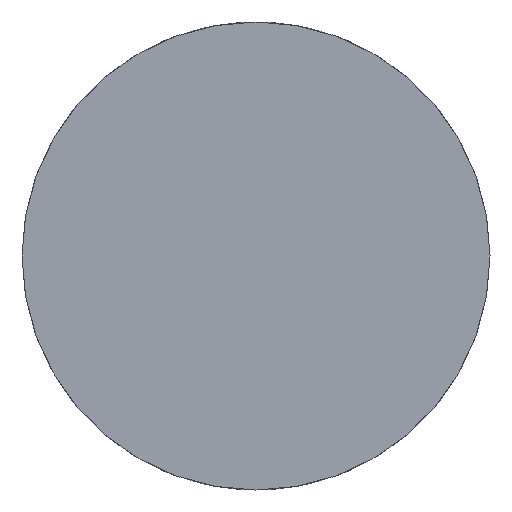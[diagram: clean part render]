
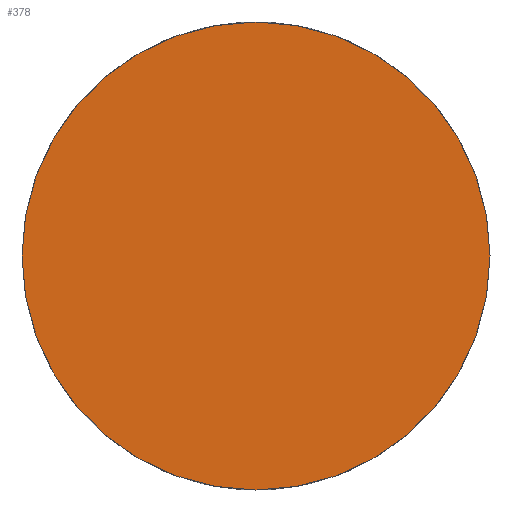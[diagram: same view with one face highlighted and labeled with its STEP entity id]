
A CAD part, front view. The second image highlights one B-rep face of the part: STEP entity #378.
In plain terms, the highlighted planar face has unit normal (0, -1, 0).
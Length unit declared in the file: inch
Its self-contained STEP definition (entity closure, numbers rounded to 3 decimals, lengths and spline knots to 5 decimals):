
#43 = VERTEX_POINT ( 'NONE', #216 ) ;
#47 = CIRCLE ( 'NONE', #84, 0.96368 ) ;
#70 = DIRECTION ( 'NONE',  ( 0., -1., 0. ) ) ;
#78 = DIRECTION ( 'NONE',  ( 1., 0., 0. ) ) ;
#81 = AXIS2_PLACEMENT_3D ( 'NONE', #148, #285, #314 ) ;
#84 = AXIS2_PLACEMENT_3D ( 'NONE', #104, #70, #78 ) ;
#89 = PLANE ( 'NONE',  #81 ) ;
#93 = FACE_OUTER_BOUND ( 'NONE', #355, .T. ) ;
#104 = CARTESIAN_POINT ( 'NONE',  ( 0., -0.125, 0. ) ) ;
#106 = DIRECTION ( 'NONE',  ( 1., 0., 0. ) ) ;
#120 = ORIENTED_EDGE ( 'NONE', *, *, #168, .T. ) ;
#144 = ORIENTED_EDGE ( 'NONE', *, *, #219, .T. ) ;
#148 = CARTESIAN_POINT ( 'NONE',  ( 0., -0.125, 0. ) ) ;
#168 = EDGE_CURVE ( 'NONE', #43, #297, #47, .T. ) ;
#200 = CARTESIAN_POINT ( 'NONE',  ( 0., -0.125, 0. ) ) ;
#216 = CARTESIAN_POINT ( 'NONE',  ( -0.96368, -0.125, 0. ) ) ;
#219 = EDGE_CURVE ( 'NONE', #297, #43, #359, .T. ) ;
#221 = CARTESIAN_POINT ( 'NONE',  ( 0.96368, -0.125, 0. ) ) ;
#261 = AXIS2_PLACEMENT_3D ( 'NONE', #200, #390, #106 ) ;
#285 = DIRECTION ( 'NONE',  ( 0., -1., 0. ) ) ;
#297 = VERTEX_POINT ( 'NONE', #221 ) ;
#314 = DIRECTION ( 'NONE',  ( 1., 0., 0. ) ) ;
#355 = EDGE_LOOP ( 'NONE', ( #120, #144 ) ) ;
#359 = CIRCLE ( 'NONE', #261, 0.96368 ) ;
#378 = ADVANCED_FACE ( 'NONE', ( #93 ), #89, .T. ) ;
#390 = DIRECTION ( 'NONE',  ( 0., -1., 0. ) ) ;
